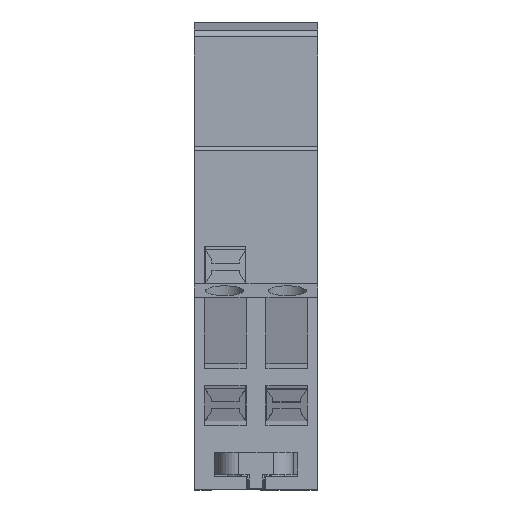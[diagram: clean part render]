
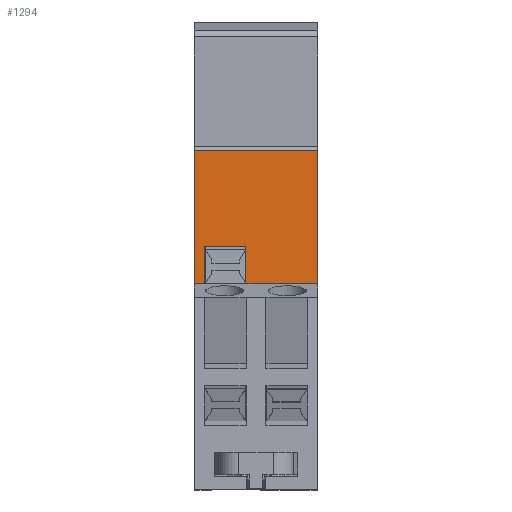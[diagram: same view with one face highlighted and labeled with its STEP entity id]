
A CAD part, left-side view. The second image highlights one B-rep face of the part: STEP entity #1294.
In plain terms, the highlighted face is planar.
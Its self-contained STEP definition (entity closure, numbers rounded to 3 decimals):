
#1294=ADVANCED_FACE('',(#6998),#7000,.T.);
#6998=FACE_BOUND('',#6999,.T.);
#6999=EDGE_LOOP('',(#14571,#14572,#14573,#14574,#14575,#14576,#14577,#14578));
#7000=PLANE('',#7001);
#7001=AXIS2_PLACEMENT_3D('',#7002,#7003,#7004);
#7002=CARTESIAN_POINT('',(183.129,0.,1.9));
#7003=DIRECTION('',(1.,0.,0.));
#7004=DIRECTION('',(0.,0.,-1.));
#14571=ORIENTED_EDGE('',*,*,#21035,.F.);
#14572=ORIENTED_EDGE('',*,*,#21006,.T.);
#14573=ORIENTED_EDGE('',*,*,#21036,.T.);
#14574=ORIENTED_EDGE('',*,*,#21037,.T.);
#14575=ORIENTED_EDGE('',*,*,#21038,.T.);
#14576=ORIENTED_EDGE('',*,*,#21039,.T.);
#14577=ORIENTED_EDGE('',*,*,#21040,.T.);
#14578=ORIENTED_EDGE('',*,*,#21041,.F.);
#21006=EDGE_CURVE('',#24959,#24957,#24960,.T.);
#21035=EDGE_CURVE('',#24959,#25015,#25016,.T.);
#21036=EDGE_CURVE('',#24957,#25017,#25018,.T.);
#21037=EDGE_CURVE('',#25017,#25019,#25020,.F.);
#21038=EDGE_CURVE('',#25019,#25021,#25022,.F.);
#21039=EDGE_CURVE('',#25021,#25023,#25024,.F.);
#21040=EDGE_CURVE('',#25023,#25025,#25026,.T.);
#21041=EDGE_CURVE('',#25015,#25025,#25027,.T.);
#24957=VERTEX_POINT('',#32859);
#24959=VERTEX_POINT('',#32863);
#24960=LINE('',#32864,#32865);
#25015=VERTEX_POINT('',#32980);
#25016=LINE('',#32981,#32982);
#25017=VERTEX_POINT('',#32984);
#25018=LINE('',#32985,#32986);
#25019=VERTEX_POINT('',#32988);
#25020=LINE('',#32989,#32990);
#25021=VERTEX_POINT('',#32992);
#25022=LINE('',#32993,#32994);
#25023=VERTEX_POINT('',#32996);
#25024=LINE('',#32997,#32998);
#25025=VERTEX_POINT('',#33000);
#25026=LINE('',#33001,#33002);
#25027=LINE('',#33004,#33005);
#32859=CARTESIAN_POINT('',(183.129,0.,-18.1));
#32863=CARTESIAN_POINT('',(183.129,0.,1.4));
#32864=CARTESIAN_POINT('',(183.129,0.,1.4));
#32865=VECTOR('',#32866,1.);
#32866=DIRECTION('',(0.,0.,-1.));
#32980=CARTESIAN_POINT('',(183.129,18.,1.4));
#32981=CARTESIAN_POINT('',(183.129,0.,1.4));
#32982=VECTOR('',#32983,1.);
#32983=DIRECTION('',(0.,1.,0.));
#32984=CARTESIAN_POINT('',(183.129,1.542,-18.1));
#32985=CARTESIAN_POINT('',(183.129,0.,-18.1));
#32986=VECTOR('',#32987,1.);
#32987=DIRECTION('',(0.,1.,0.));
#32988=CARTESIAN_POINT('',(183.129,1.542,-12.6));
#32989=CARTESIAN_POINT('',(183.129,1.542,-12.6));
#32990=VECTOR('',#32991,1.);
#32991=DIRECTION('',(0.,0.,-1.));
#32992=CARTESIAN_POINT('',(183.129,7.536,-12.6));
#32993=CARTESIAN_POINT('',(183.129,7.536,-12.6));
#32994=VECTOR('',#32995,1.);
#32995=DIRECTION('',(0.,-1.,0.));
#32996=CARTESIAN_POINT('',(183.129,7.536,-18.1));
#32997=CARTESIAN_POINT('',(183.129,7.536,-18.1));
#32998=VECTOR('',#32999,1.);
#32999=DIRECTION('',(0.,0.,1.));
#33000=CARTESIAN_POINT('',(183.129,18.,-18.1));
#33001=CARTESIAN_POINT('',(183.129,7.536,-18.1));
#33002=VECTOR('',#33003,1.);
#33003=DIRECTION('',(0.,1.,0.));
#33004=CARTESIAN_POINT('',(183.129,18.,1.4));
#33005=VECTOR('',#33006,1.);
#33006=DIRECTION('',(0.,0.,-1.));
